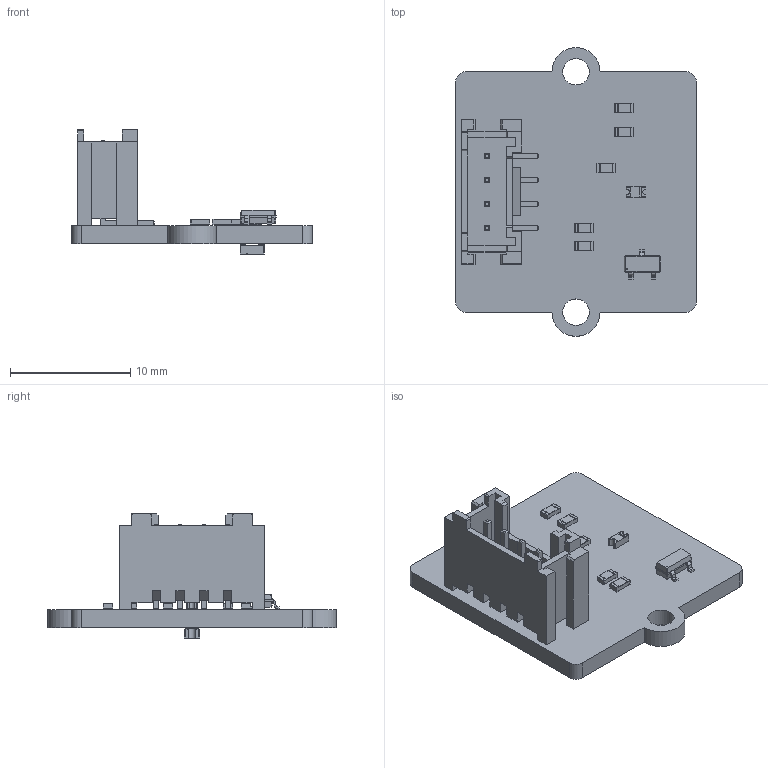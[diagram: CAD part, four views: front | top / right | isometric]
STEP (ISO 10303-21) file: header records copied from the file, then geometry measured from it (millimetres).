
FILE_DESCRIPTION(('KiCad electronic assembly'),'2;1');
FILE_NAME('ialed.step','2025-09-22T09:07:10',('Pcbnew'),('Kicad'), 'Open CASCADE STEP processor 7.8','KiCad to STEP converter','Unknown' );
FILE_SCHEMA(('AUTOMOTIVE_DESIGN { 1 0 10303 214 1 1 1 1 }'));
Length unit declared in the file: millimetre
Products named in the file (7): ialed 1; R_0603_1608Metric; GROVE-HW4-SMD-2.0; SOT-23; D_0603_1608Metric; D_0805_2012Metric; ialed_PCB
Assembly tree (10 placements, depth 2):
  ialed 1
    R_0603_1608Metric  x5
    GROVE-HW4-SMD-2.0
    SOT-23
    D_0603_1608Metric
    D_0805_2012Metric
    ialed_PCB
Bounding box: 20 x 24 x 10.38 mm (x, y, z)
Volume: 813.1 mm3; surface area: 1619.6 mm2
Topology: 10 solids, 10 shells, 491 faces, 1285 edges, 825 vertices
Faces by surface type: plane 373, cylinder 102, bspline 16
Full cylindrical faces by diameter (mm): 2.2 x2
Entity records: 14061 total; most frequent: CARTESIAN_POINT 2292, ORIENTED_EDGE 2026, DIRECTION 1862, EDGE_CURVE 1013, LINE 848, VECTOR 848, VERTEX_POINT 649, AXIS2_PLACEMENT_3D 507
